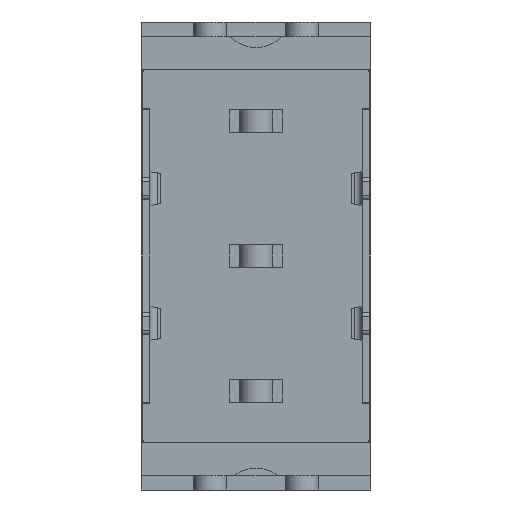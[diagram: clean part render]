
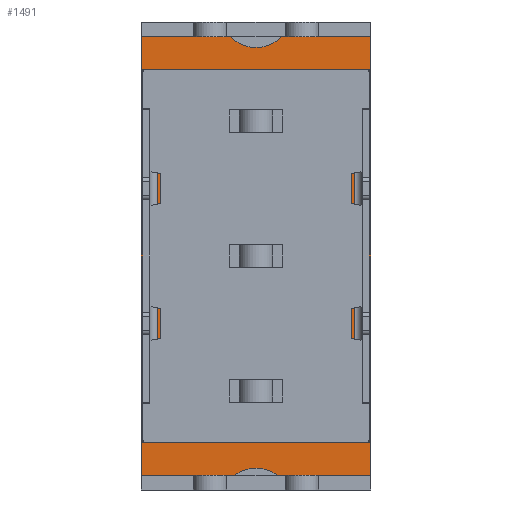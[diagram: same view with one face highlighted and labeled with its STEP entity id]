
A CAD part, front view. The second image highlights one B-rep face of the part: STEP entity #1491.
In plain terms, the highlighted planar face has unit normal (0, -1, 0).
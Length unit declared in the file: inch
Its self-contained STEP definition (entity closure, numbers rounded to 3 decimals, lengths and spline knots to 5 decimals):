
#1305 = VERTEX_POINT( '', #3497 );
#1347 = EDGE_CURVE( '', #3227, #2391, #3544, .T. );
#1491 = ADVANCED_FACE( '', ( #3701 ), #3702, .T. );
#1501 = EDGE_CURVE( '', #2929, #2383, #3713, .T. );
#1755 = EDGE_CURVE( '', #2929, #3227, #3995, .T. );
#1779 = VERTEX_POINT( '', #4022 );
#1821 = VERTEX_POINT( '', #4066 );
#2005 = EDGE_CURVE( '', #1821, #1305, #4266, .T. );
#2075 = EDGE_CURVE( '', #2391, #3271, #4344, .T. );
#2283 = EDGE_CURVE( '', #3271, #1779, #4572, .T. );
#2383 = VERTEX_POINT( '', #4680 );
#2391 = VERTEX_POINT( '', #4689 );
#2473 = EDGE_CURVE( '', #1821, #1779, #4778, .T. );
#2649 = EDGE_CURVE( '', #2383, #1305, #4970, .T. );
#2929 = VERTEX_POINT( '', #5271 );
#3227 = VERTEX_POINT( '', #5600 );
#3271 = VERTEX_POINT( '', #5646 );
#3497 = CARTESIAN_POINT( '', ( 0.03, -0.01, -0.301 ) );
#3544 = CIRCLE( '', #6006, 0.05 );
#3701 = FACE_OUTER_BOUND( '', #6229, .T. );
#3702 = PLANE( '', #6230 );
#3713 = LINE( '', #6248, #6249 );
#3995 = LINE( '', #6632, #6633 );
#4022 = CARTESIAN_POINT( '', ( -0.1575, -0.01, -0.301 ) );
#4066 = CARTESIAN_POINT( '', ( -0.03, -0.01, -0.301 ) );
#4266 = CIRCLE( '', #7041, 0.05 );
#4344 = LINE( '', #7151, #7152 );
#4572 = LINE( '', #7468, #7469 );
#4680 = CARTESIAN_POINT( '', ( 0.1575, -0.01, -0.301 ) );
#4689 = CARTESIAN_POINT( '', ( -0.03571, -0.01, 0.301 ) );
#4778 = LINE( '', #7773, #7774 );
#4970 = LINE( '', #8056, #8057 );
#5271 = CARTESIAN_POINT( '', ( 0.1575, -0.01, 0.301 ) );
#5600 = CARTESIAN_POINT( '', ( 0.03571, -0.01, 0.301 ) );
#5646 = CARTESIAN_POINT( '', ( -0.1575, -0.01, 0.301 ) );
#6006 = AXIS2_PLACEMENT_3D( '', #9282, #9283, #9284 );
#6229 = EDGE_LOOP( '', ( #9448, #9449, #9450, #9451, #9452, #9453, #9454, #9455 ) );
#6230 = AXIS2_PLACEMENT_3D( '', #9456, #9457, #9458 );
#6248 = CARTESIAN_POINT( '', ( 0.1575, -0.01, 0.301 ) );
#6249 = VECTOR( '', #9469, 1. );
#6632 = CARTESIAN_POINT( '', ( 0.1575, -0.01, 0.301 ) );
#6633 = VECTOR( '', #9798, 1. );
#7041 = AXIS2_PLACEMENT_3D( '', #10068, #10069, #10070 );
#7151 = CARTESIAN_POINT( '', ( 0.1575, -0.01, 0.301 ) );
#7152 = VECTOR( '', #10165, 1. );
#7468 = CARTESIAN_POINT( '', ( -0.1575, -0.01, 0.301 ) );
#7469 = VECTOR( '', #10423, 1. );
#7773 = CARTESIAN_POINT( '', ( 0.1575, -0.01, -0.301 ) );
#7774 = VECTOR( '', #10640, 1. );
#8056 = CARTESIAN_POINT( '', ( 0.1575, -0.01, -0.301 ) );
#8057 = VECTOR( '', #10856, 1. );
#9282 = CARTESIAN_POINT( '', ( 0., -0.01, 0.336 ) );
#9283 = DIRECTION( '', ( 0., 1., 0. ) );
#9284 = DIRECTION( '', ( 0.714, 0., -0.7 ) );
#9448 = ORIENTED_EDGE( '', *, *, #1347, .T. );
#9449 = ORIENTED_EDGE( '', *, *, #2075, .T. );
#9450 = ORIENTED_EDGE( '', *, *, #2283, .T. );
#9451 = ORIENTED_EDGE( '', *, *, #2473, .F. );
#9452 = ORIENTED_EDGE( '', *, *, #2005, .T. );
#9453 = ORIENTED_EDGE( '', *, *, #2649, .F. );
#9454 = ORIENTED_EDGE( '', *, *, #1501, .F. );
#9455 = ORIENTED_EDGE( '', *, *, #1755, .T. );
#9456 = CARTESIAN_POINT( '', ( 0.1575, -0.01, 0.301 ) );
#9457 = DIRECTION( '', ( 0., -1., 0. ) );
#9458 = DIRECTION( '', ( 0., 0., 1. ) );
#9469 = DIRECTION( '', ( 0., 0., -1. ) );
#9798 = DIRECTION( '', ( -1., 0., 0. ) );
#10068 = CARTESIAN_POINT( '', ( 0., -0.01, -0.341 ) );
#10069 = DIRECTION( '', ( 0., 1., 0. ) );
#10070 = DIRECTION( '', ( -0.6, 0., 0.8 ) );
#10165 = DIRECTION( '', ( -1., 0., 0. ) );
#10423 = DIRECTION( '', ( 0., 0., -1. ) );
#10640 = DIRECTION( '', ( -1., 0., 0. ) );
#10856 = DIRECTION( '', ( -1., 0., 0. ) );
